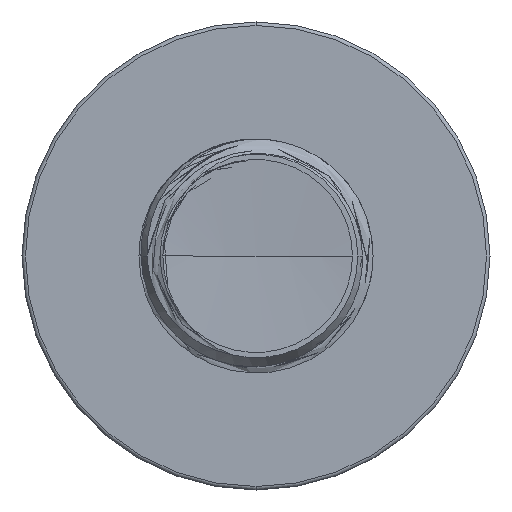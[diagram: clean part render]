
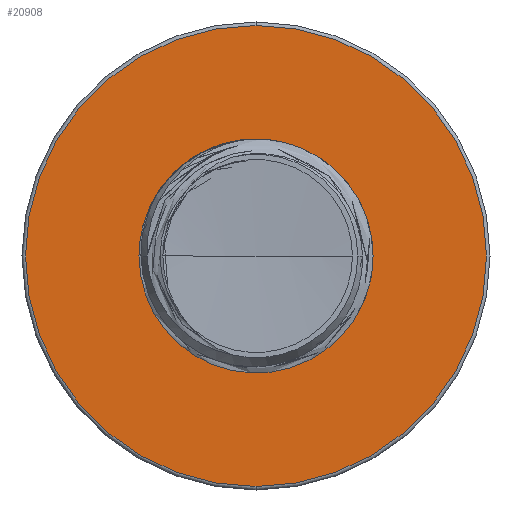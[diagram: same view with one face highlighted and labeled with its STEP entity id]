
A CAD part, front view. The second image highlights one B-rep face of the part: STEP entity #20908.
In plain terms, the highlighted planar face has unit normal (0, -1, 0).
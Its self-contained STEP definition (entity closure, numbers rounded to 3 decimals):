
#64 = VERTEX_POINT ( 'NONE', #20936 ) ;
#627 = EDGE_LOOP ( 'NONE', ( #2894, #8229 ) ) ;
#628 = AXIS2_PLACEMENT_3D ( 'NONE', #13667, #13645, #13636 ) ;
#845 = FACE_OUTER_BOUND ( 'NONE', #9012, .T. ) ;
#968 = AXIS2_PLACEMENT_3D ( 'NONE', #16774, #16766, #16740 ) ;
#1017 = DIRECTION ( 'NONE',  ( 0., 0., -1. ) ) ;
#1046 = DIRECTION ( 'NONE',  ( 0., -1., 0. ) ) ;
#1106 = CARTESIAN_POINT ( 'NONE',  ( 0., 11., -2.923 ) ) ;
#1194 = CARTESIAN_POINT ( 'NONE',  ( 0., 11., 0. ) ) ;
#1465 = EDGE_CURVE ( 'NONE', #18619, #10329, #13545, .T. ) ;
#1871 = EDGE_CURVE ( 'NONE', #64, #8862, #4543, .T. ) ;
#2894 = ORIENTED_EDGE ( 'NONE', *, *, #1465, .F. ) ;
#4543 = CIRCLE ( 'NONE', #628, 5.91 ) ;
#5833 = CARTESIAN_POINT ( 'NONE',  ( 0., 11., 2.923 ) ) ;
#8004 = DIRECTION ( 'NONE',  ( 0., 0., -1. ) ) ;
#8042 = DIRECTION ( 'NONE',  ( 0., -1., 0. ) ) ;
#8084 = CARTESIAN_POINT ( 'NONE',  ( 0., 11., 0. ) ) ;
#8229 = ORIENTED_EDGE ( 'NONE', *, *, #11428, .F. ) ;
#8862 = VERTEX_POINT ( 'NONE', #17178 ) ;
#9012 = EDGE_LOOP ( 'NONE', ( #23241, #9911 ) ) ;
#9758 = EDGE_CURVE ( 'NONE', #8862, #64, #14819, .T. ) ;
#9911 = ORIENTED_EDGE ( 'NONE', *, *, #1871, .T. ) ;
#10329 = VERTEX_POINT ( 'NONE', #5833 ) ;
#11428 = EDGE_CURVE ( 'NONE', #10329, #18619, #20128, .T. ) ;
#13115 = AXIS2_PLACEMENT_3D ( 'NONE', #8084, #8042, #8004 ) ;
#13545 = CIRCLE ( 'NONE', #968, 2.923 ) ;
#13636 = DIRECTION ( 'NONE',  ( 0., 0., -1. ) ) ;
#13645 = DIRECTION ( 'NONE',  ( 0., -1., 0. ) ) ;
#13667 = CARTESIAN_POINT ( 'NONE',  ( 0., 11., 0. ) ) ;
#14819 = CIRCLE ( 'NONE', #13115, 5.91 ) ;
#16251 = AXIS2_PLACEMENT_3D ( 'NONE', #23505, #23534, #23404 ) ;
#16740 = DIRECTION ( 'NONE',  ( 0., 0., -1. ) ) ;
#16766 = DIRECTION ( 'NONE',  ( 0., -1., 0. ) ) ;
#16774 = CARTESIAN_POINT ( 'NONE',  ( 0., 11., 0. ) ) ;
#17178 = CARTESIAN_POINT ( 'NONE',  ( 0., 11., -5.91 ) ) ;
#18619 = VERTEX_POINT ( 'NONE', #1106 ) ;
#20128 = CIRCLE ( 'NONE', #22929, 2.923 ) ;
#20908 = ADVANCED_FACE ( 'NONE', ( #845, #23664 ), #23457, .T. ) ;
#20936 = CARTESIAN_POINT ( 'NONE',  ( 0., 11., 5.91 ) ) ;
#22929 = AXIS2_PLACEMENT_3D ( 'NONE', #1194, #1046, #1017 ) ;
#23241 = ORIENTED_EDGE ( 'NONE', *, *, #9758, .T. ) ;
#23404 = DIRECTION ( 'NONE',  ( 0., 0., -1. ) ) ;
#23457 = PLANE ( 'NONE',  #16251 ) ;
#23505 = CARTESIAN_POINT ( 'NONE',  ( 0., 11., 2.923 ) ) ;
#23534 = DIRECTION ( 'NONE',  ( 0., -1., 0. ) ) ;
#23664 = FACE_BOUND ( 'NONE', #627, .T. ) ;
